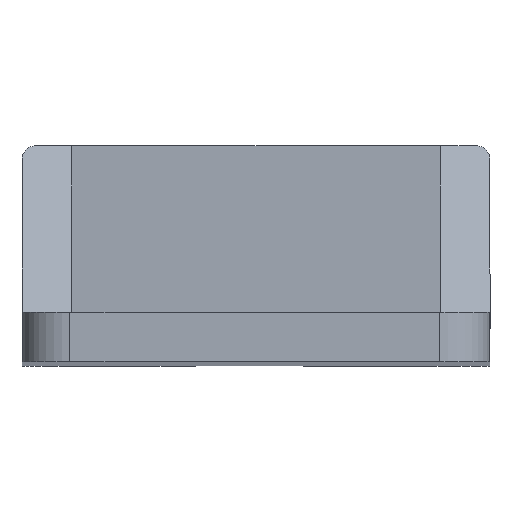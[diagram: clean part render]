
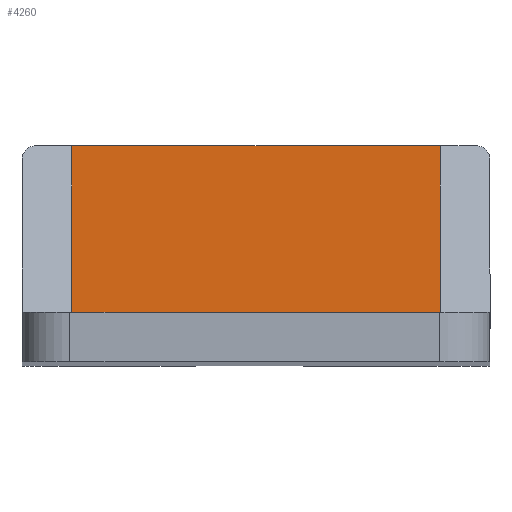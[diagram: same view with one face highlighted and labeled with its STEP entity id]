
A CAD part, top view. The second image highlights one B-rep face of the part: STEP entity #4260.
In plain terms, the highlighted planar face has unit normal (0, 0, 1).
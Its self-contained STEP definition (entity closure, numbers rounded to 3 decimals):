
#113 = VECTOR ( 'NONE', #4599, 1000. ) ;
#162 = CARTESIAN_POINT ( 'NONE',  ( 2.75, -8.206, 59.096 ) ) ;
#381 = DIRECTION ( 'NONE',  ( -1., 0., 0. ) ) ;
#504 = CARTESIAN_POINT ( 'NONE',  ( 26., 1.044, 59.096 ) ) ;
#666 = VECTOR ( 'NONE', #3187, 1000. ) ;
#701 = ORIENTED_EDGE ( 'NONE', *, *, #1876, .F. ) ;
#1145 = LINE ( 'NONE', #2794, #1275 ) ;
#1235 = CARTESIAN_POINT ( 'NONE',  ( 26., -8.206, 59.096 ) ) ;
#1275 = VECTOR ( 'NONE', #4055, 1000. ) ;
#1819 = VERTEX_POINT ( 'NONE', #162 ) ;
#1876 = EDGE_CURVE ( 'NONE', #4034, #1983, #1905, .T. ) ;
#1905 = LINE ( 'NONE', #2371, #666 ) ;
#1983 = VERTEX_POINT ( 'NONE', #5381 ) ;
#2066 = DIRECTION ( 'NONE',  ( -1., 0., 0. ) ) ;
#2157 = AXIS2_PLACEMENT_3D ( 'NONE', #1235, #4559, #2066 ) ;
#2285 = EDGE_CURVE ( 'NONE', #1983, #1819, #2704, .T. ) ;
#2371 = CARTESIAN_POINT ( 'NONE',  ( 23.25, -8.206, 59.096 ) ) ;
#2491 = CARTESIAN_POINT ( 'NONE',  ( 2.75, 1.044, 59.096 ) ) ;
#2605 = CARTESIAN_POINT ( 'NONE',  ( 23.25, 1.044, 59.096 ) ) ;
#2692 = ORIENTED_EDGE ( 'NONE', *, *, #4793, .F. ) ;
#2704 = LINE ( 'NONE', #2878, #2825 ) ;
#2768 = FACE_OUTER_BOUND ( 'NONE', #4323, .T. ) ;
#2794 = CARTESIAN_POINT ( 'NONE',  ( 2.75, -8.206, 59.096 ) ) ;
#2825 = VECTOR ( 'NONE', #381, 1000. ) ;
#2878 = CARTESIAN_POINT ( 'NONE',  ( 26., -8.206, 59.096 ) ) ;
#3106 = VERTEX_POINT ( 'NONE', #2491 ) ;
#3173 = LINE ( 'NONE', #504, #113 ) ;
#3187 = DIRECTION ( 'NONE',  ( 0., -1., 0. ) ) ;
#3480 = EDGE_CURVE ( 'NONE', #4034, #3106, #3173, .T. ) ;
#3626 = ORIENTED_EDGE ( 'NONE', *, *, #3480, .T. ) ;
#4034 = VERTEX_POINT ( 'NONE', #2605 ) ;
#4055 = DIRECTION ( 'NONE',  ( 0., 1., 0. ) ) ;
#4137 = PLANE ( 'NONE',  #2157 ) ;
#4260 = ADVANCED_FACE ( 'NONE', ( #2768 ), #4137, .F. ) ;
#4323 = EDGE_LOOP ( 'NONE', ( #3626, #2692, #4464, #701 ) ) ;
#4464 = ORIENTED_EDGE ( 'NONE', *, *, #2285, .F. ) ;
#4559 = DIRECTION ( 'NONE',  ( 0., 0., -1. ) ) ;
#4599 = DIRECTION ( 'NONE',  ( -1., 0., 0. ) ) ;
#4793 = EDGE_CURVE ( 'NONE', #1819, #3106, #1145, .T. ) ;
#5381 = CARTESIAN_POINT ( 'NONE',  ( 23.25, -8.206, 59.096 ) ) ;
